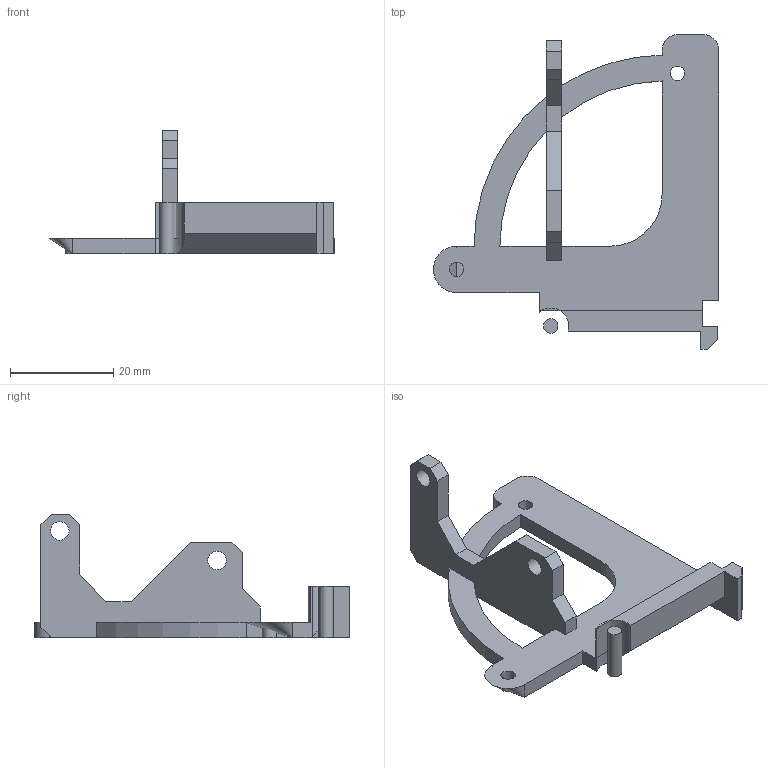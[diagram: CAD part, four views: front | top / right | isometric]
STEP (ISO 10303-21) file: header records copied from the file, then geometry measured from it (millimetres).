
FILE_DESCRIPTION(('FreeCAD Model'),'2;1');
FILE_NAME('Open CASCADE Shape Model','2023-03-03T21:41:20',('Author'),( ''),'Open CASCADE STEP processor 7.5','FreeCAD','Unknown');
FILE_SCHEMA(('AUTOMOTIVE_DESIGN { 1 0 10303 214 1 1 1 1 }'));
Length unit declared in the file: millimetre
Products named in the file (1): Fusion
Bounding box: 55.24 x 60.99 x 24 mm (x, y, z)
Volume: 6442.1 mm3; surface area: 6000.4 mm2
Topology: 1 solids, 2 shells, 57 faces, 160 edges, 106 vertices
Faces by surface type: plane 43, cylinder 14
Full cylindrical faces by diameter (mm): 2.8 x3, 3.6 x2, 9 x1
Entity records: 3872 total; most frequent: CARTESIAN_POINT 783, DIRECTION 550, LINE 372, VECTOR 372, ORIENTED_EDGE 314, PCURVE 314, DEFINITIONAL_REPRESENTATION 314, EDGE_CURVE 157
